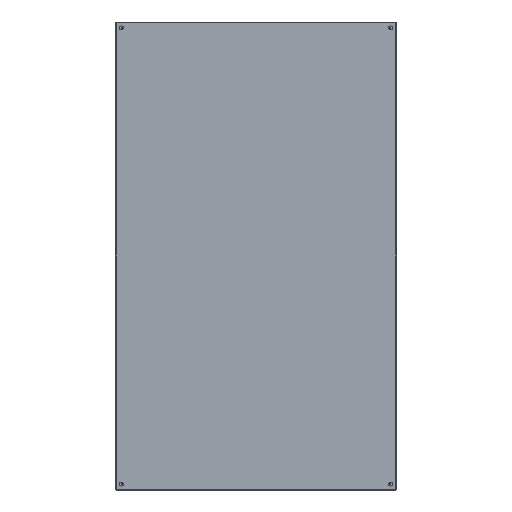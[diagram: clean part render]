
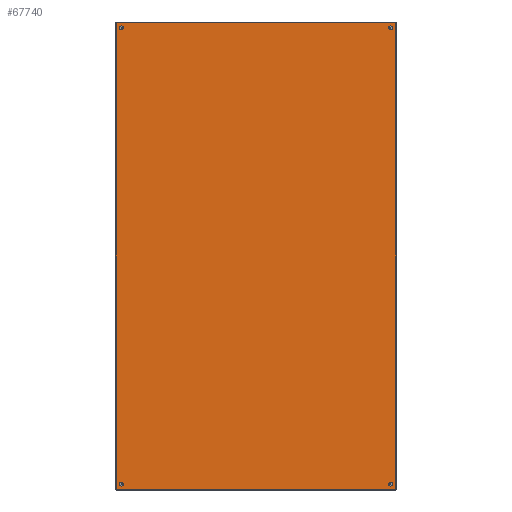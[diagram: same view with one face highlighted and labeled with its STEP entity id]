
A CAD part, left-side view. The second image highlights one B-rep face of the part: STEP entity #67740.
In plain terms, the highlighted face is planar.
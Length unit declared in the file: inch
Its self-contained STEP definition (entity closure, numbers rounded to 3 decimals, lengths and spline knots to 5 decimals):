
#178 = DIRECTION ( 'NONE',  ( 0., 0., -1. ) ) ;
#4874 = EDGE_LOOP ( 'NONE', ( #7207, #117271 ) ) ;
#7207 = ORIENTED_EDGE ( 'NONE', *, *, #60211, .T. ) ;
#7931 = ORIENTED_EDGE ( 'NONE', *, *, #87322, .T. ) ;
#8071 = DIRECTION ( 'NONE',  ( 0., 0., -1. ) ) ;
#9959 = CARTESIAN_POINT ( 'NONE',  ( -29.25, 0., -17.25 ) ) ;
#10064 = DIRECTION ( 'NONE',  ( 0., -1., 0. ) ) ;
#10876 = VERTEX_POINT ( 'NONE', #24244 ) ;
#10925 = DIRECTION ( 'NONE',  ( 0., -1., 0. ) ) ;
#11228 = ORIENTED_EDGE ( 'NONE', *, *, #92456, .T. ) ;
#13321 = CARTESIAN_POINT ( 'NONE',  ( -29.25, 0., 17. ) ) ;
#15402 = DIRECTION ( 'NONE',  ( 0., -1., 0. ) ) ;
#18175 = EDGE_CURVE ( 'NONE', #78948, #55376, #103336, .T. ) ;
#18426 = CARTESIAN_POINT ( 'NONE',  ( -29.25, 0., 17.5 ) ) ;
#18458 = CARTESIAN_POINT ( 'NONE',  ( -29.892, 0., 17.928 ) ) ;
#18497 = VERTEX_POINT ( 'NONE', #40062 ) ;
#19373 = CIRCLE ( 'NONE', #39298, 0.25 ) ;
#19878 = AXIS2_PLACEMENT_3D ( 'NONE', #100238, #10925, #34288 ) ;
#20437 = AXIS2_PLACEMENT_3D ( 'NONE', #120695, #43214, #86465 ) ;
#24199 = FACE_BOUND ( 'NONE', #102026, .T. ) ;
#24244 = CARTESIAN_POINT ( 'NONE',  ( 29.892, 0., -17.928 ) ) ;
#25391 = VERTEX_POINT ( 'NONE', #30436 ) ;
#25763 = VECTOR ( 'NONE', #100260, 39.37008 ) ;
#30214 = DIRECTION ( 'NONE',  ( 0., -1., 0. ) ) ;
#30436 = CARTESIAN_POINT ( 'NONE',  ( 29.25, 0., -17.5 ) ) ;
#31907 = AXIS2_PLACEMENT_3D ( 'NONE', #83986, #140778, #52754 ) ;
#32019 = DIRECTION ( 'NONE',  ( 0., 0., -1. ) ) ;
#32864 = EDGE_CURVE ( 'NONE', #10876, #107529, #82337, .T. ) ;
#33314 = VERTEX_POINT ( 'NONE', #81799 ) ;
#34157 = AXIS2_PLACEMENT_3D ( 'NONE', #106163, #10064, #32019 ) ;
#34288 = DIRECTION ( 'NONE',  ( 0., 0., -1. ) ) ;
#34855 = CIRCLE ( 'NONE', #34157, 0.25 ) ;
#38489 = DIRECTION ( 'NONE',  ( 0., 0., -1. ) ) ;
#39298 = AXIS2_PLACEMENT_3D ( 'NONE', #96091, #30214, #118207 ) ;
#40062 = CARTESIAN_POINT ( 'NONE',  ( 29.25, 0., 17. ) ) ;
#40601 = ORIENTED_EDGE ( 'NONE', *, *, #82783, .F. ) ;
#43214 = DIRECTION ( 'NONE',  ( 0., -1., 0. ) ) ;
#49383 = CARTESIAN_POINT ( 'NONE',  ( 29.25, 0., 17.25 ) ) ;
#52754 = DIRECTION ( 'NONE',  ( 0., 0., -1. ) ) ;
#55376 = VERTEX_POINT ( 'NONE', #13321 ) ;
#56251 = DIRECTION ( 'NONE',  ( 0., -1., 0. ) ) ;
#57074 = VECTOR ( 'NONE', #93436, 39.37008 ) ;
#58042 = CIRCLE ( 'NONE', #96368, 0.25 ) ;
#58106 = VERTEX_POINT ( 'NONE', #132368 ) ;
#60211 = EDGE_CURVE ( 'NONE', #25391, #82511, #101860, .T. ) ;
#66527 = VECTOR ( 'NONE', #81184, 39.37008 ) ;
#67740 = ADVANCED_FACE ( 'NONE', ( #94625, #141154, #82528, #24199, #141094 ), #110806, .F. ) ;
#69984 = VERTEX_POINT ( 'NONE', #78856 ) ;
#75389 = EDGE_CURVE ( 'NONE', #33314, #69984, #34855, .T. ) ;
#76238 = ORIENTED_EDGE ( 'NONE', *, *, #75389, .T. ) ;
#78856 = CARTESIAN_POINT ( 'NONE',  ( -29.25, 0., -17.5 ) ) ;
#78948 = VERTEX_POINT ( 'NONE', #18426 ) ;
#81184 = DIRECTION ( 'NONE',  ( 1., 0., 0. ) ) ;
#81572 = DIRECTION ( 'NONE',  ( 0., 0., -1. ) ) ;
#81799 = CARTESIAN_POINT ( 'NONE',  ( -29.25, 0., -17. ) ) ;
#82337 = LINE ( 'NONE', #108944, #25763 ) ;
#82511 = VERTEX_POINT ( 'NONE', #122882 ) ;
#82528 = FACE_BOUND ( 'NONE', #132515, .T. ) ;
#82783 = EDGE_CURVE ( 'NONE', #86563, #107529, #115650, .T. ) ;
#83106 = CARTESIAN_POINT ( 'NONE',  ( 29.25, 0., 17.25 ) ) ;
#83986 = CARTESIAN_POINT ( 'NONE',  ( 29.25, 0., -17.25 ) ) ;
#86465 = DIRECTION ( 'NONE',  ( 0., 0., -1. ) ) ;
#86563 = VERTEX_POINT ( 'NONE', #18458 ) ;
#87322 = EDGE_CURVE ( 'NONE', #86563, #131248, #106207, .T. ) ;
#87692 = AXIS2_PLACEMENT_3D ( 'NONE', #83106, #93763, #38489 ) ;
#87791 = ORIENTED_EDGE ( 'NONE', *, *, #121576, .T. ) ;
#88973 = CARTESIAN_POINT ( 'NONE',  ( 29.892, 0., 17.928 ) ) ;
#91125 = CARTESIAN_POINT ( 'NONE',  ( -29.892, 0., -17.928 ) ) ;
#92456 = EDGE_CURVE ( 'NONE', #55376, #78948, #19373, .T. ) ;
#93153 = ORIENTED_EDGE ( 'NONE', *, *, #18175, .T. ) ;
#93436 = DIRECTION ( 'NONE',  ( 0., 0., -1. ) ) ;
#93763 = DIRECTION ( 'NONE',  ( 0., -1., 0. ) ) ;
#94625 = FACE_OUTER_BOUND ( 'NONE', #116387, .T. ) ;
#96091 = CARTESIAN_POINT ( 'NONE',  ( -29.25, 0., 17.25 ) ) ;
#96368 = AXIS2_PLACEMENT_3D ( 'NONE', #9959, #131029, #8071 ) ;
#99136 = CARTESIAN_POINT ( 'NONE',  ( 29.25, 0., -17.25 ) ) ;
#100238 = CARTESIAN_POINT ( 'NONE',  ( -29.928, 0., -17.928 ) ) ;
#100260 = DIRECTION ( 'NONE',  ( -1., 0., 0. ) ) ;
#100929 = ORIENTED_EDGE ( 'NONE', *, *, #32864, .T. ) ;
#101860 = CIRCLE ( 'NONE', #133752, 0.25 ) ;
#102026 = EDGE_LOOP ( 'NONE', ( #87791, #76238 ) ) ;
#103336 = CIRCLE ( 'NONE', #20437, 0.25 ) ;
#104422 = CARTESIAN_POINT ( 'NONE',  ( 29.928, 0., 17.928 ) ) ;
#104855 = EDGE_CURVE ( 'NONE', #82511, #25391, #121114, .T. ) ;
#105943 = AXIS2_PLACEMENT_3D ( 'NONE', #49383, #15402, #81572 ) ;
#106163 = CARTESIAN_POINT ( 'NONE',  ( -29.25, 0., -17.25 ) ) ;
#106207 = LINE ( 'NONE', #104422, #66527 ) ;
#107529 = VERTEX_POINT ( 'NONE', #91125 ) ;
#108944 = CARTESIAN_POINT ( 'NONE',  ( -29.928, 0., -17.928 ) ) ;
#110005 = ORIENTED_EDGE ( 'NONE', *, *, #127669, .T. ) ;
#110670 = CIRCLE ( 'NONE', #105943, 0.25 ) ;
#110806 = PLANE ( 'NONE',  #19878 ) ;
#111283 = EDGE_LOOP ( 'NONE', ( #11228, #93153 ) ) ;
#111294 = VECTOR ( 'NONE', #120829, 39.37008 ) ;
#111335 = CIRCLE ( 'NONE', #87692, 0.25 ) ;
#113666 = ORIENTED_EDGE ( 'NONE', *, *, #130450, .T. ) ;
#114845 = EDGE_CURVE ( 'NONE', #10876, #131248, #140493, .T. ) ;
#115650 = LINE ( 'NONE', #116079, #57074 ) ;
#116079 = CARTESIAN_POINT ( 'NONE',  ( -29.892, 0., -17.928 ) ) ;
#116387 = EDGE_LOOP ( 'NONE', ( #40601, #7931, #136646, #100929 ) ) ;
#117271 = ORIENTED_EDGE ( 'NONE', *, *, #104855, .T. ) ;
#118207 = DIRECTION ( 'NONE',  ( 0., 0., -1. ) ) ;
#118384 = CARTESIAN_POINT ( 'NONE',  ( 29.892, 0., 17.928 ) ) ;
#120695 = CARTESIAN_POINT ( 'NONE',  ( -29.25, 0., 17.25 ) ) ;
#120829 = DIRECTION ( 'NONE',  ( 0., 0., 1. ) ) ;
#121114 = CIRCLE ( 'NONE', #31907, 0.25 ) ;
#121576 = EDGE_CURVE ( 'NONE', #69984, #33314, #58042, .T. ) ;
#122882 = CARTESIAN_POINT ( 'NONE',  ( 29.25, 0., -17. ) ) ;
#127669 = EDGE_CURVE ( 'NONE', #58106, #18497, #110670, .T. ) ;
#130450 = EDGE_CURVE ( 'NONE', #18497, #58106, #111335, .T. ) ;
#131029 = DIRECTION ( 'NONE',  ( 0., -1., 0. ) ) ;
#131248 = VERTEX_POINT ( 'NONE', #118384 ) ;
#132368 = CARTESIAN_POINT ( 'NONE',  ( 29.25, 0., 17.5 ) ) ;
#132515 = EDGE_LOOP ( 'NONE', ( #113666, #110005 ) ) ;
#133752 = AXIS2_PLACEMENT_3D ( 'NONE', #99136, #56251, #178 ) ;
#136646 = ORIENTED_EDGE ( 'NONE', *, *, #114845, .F. ) ;
#140493 = LINE ( 'NONE', #88973, #111294 ) ;
#140778 = DIRECTION ( 'NONE',  ( 0., -1., 0. ) ) ;
#141094 = FACE_BOUND ( 'NONE', #111283, .T. ) ;
#141154 = FACE_BOUND ( 'NONE', #4874, .T. ) ;
